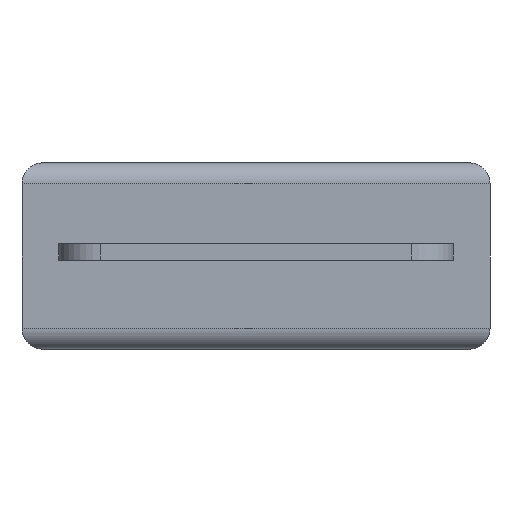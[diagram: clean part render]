
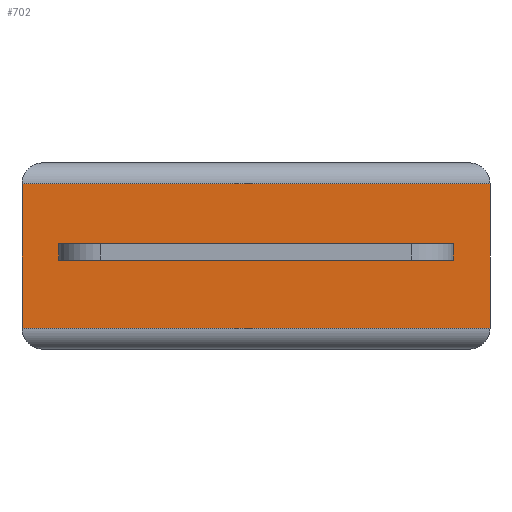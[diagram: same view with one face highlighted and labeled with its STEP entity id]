
A CAD part, left-side view. The second image highlights one B-rep face of the part: STEP entity #702.
In plain terms, the highlighted planar face has unit normal (-1, 0, 0).
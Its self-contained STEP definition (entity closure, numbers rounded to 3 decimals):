
#22=FACE_BOUND('',#131,.T.);
#90=FACE_OUTER_BOUND('',#130,.T.);
#130=EDGE_LOOP('',(#535,#536,#537,#538));
#131=EDGE_LOOP('',(#539,#540,#541,#542));
#160=LINE('',#1027,#232);
#164=LINE('',#1036,#236);
#167=LINE('',#1041,#239);
#172=LINE('',#1060,#244);
#185=LINE('',#1098,#257);
#186=LINE('',#1100,#258);
#187=LINE('',#1102,#259);
#188=LINE('',#1103,#260);
#232=VECTOR('',#816,0.389);
#236=VECTOR('',#822,0.389);
#239=VECTOR('',#827,9.258);
#244=VECTOR('',#844,9.258);
#257=VECTOR('',#887,3.402);
#258=VECTOR('',#888,10.988);
#259=VECTOR('',#889,3.402);
#260=VECTOR('',#890,10.988);
#304=VERTEX_POINT('',#1024);
#305=VERTEX_POINT('',#1026);
#307=VERTEX_POINT('',#1032);
#309=VERTEX_POINT('',#1035);
#327=VERTEX_POINT('',#1096);
#328=VERTEX_POINT('',#1097);
#329=VERTEX_POINT('',#1099);
#330=VERTEX_POINT('',#1101);
#368=EDGE_CURVE('',#304,#305,#160,.T.);
#372=EDGE_CURVE('',#307,#309,#164,.T.);
#375=EDGE_CURVE('',#305,#307,#167,.T.);
#385=EDGE_CURVE('',#304,#309,#172,.T.);
#403=EDGE_CURVE('',#327,#328,#185,.T.);
#404=EDGE_CURVE('',#328,#329,#186,.F.);
#405=EDGE_CURVE('',#330,#329,#187,.T.);
#406=EDGE_CURVE('',#330,#327,#188,.T.);
#535=ORIENTED_EDGE('',*,*,#403,.T.);
#536=ORIENTED_EDGE('',*,*,#404,.T.);
#537=ORIENTED_EDGE('',*,*,#405,.F.);
#538=ORIENTED_EDGE('',*,*,#406,.T.);
#539=ORIENTED_EDGE('',*,*,#375,.F.);
#540=ORIENTED_EDGE('',*,*,#368,.F.);
#541=ORIENTED_EDGE('',*,*,#385,.T.);
#542=ORIENTED_EDGE('',*,*,#372,.F.);
#675=PLANE('',#766);
#702=ADVANCED_FACE('',(#90,#22),#675,.T.);
#766=AXIS2_PLACEMENT_3D('',#1095,#885,#886);
#816=DIRECTION('',(0.,0.,1.));
#822=DIRECTION('',(0.,0.,-1.));
#827=DIRECTION('',(0.,1.,0.));
#844=DIRECTION('',(0.,1.,0.));
#885=DIRECTION('center_axis',(-1.,0.,0.));
#886=DIRECTION('ref_axis',(0.,0.,1.));
#887=DIRECTION('',(0.,0.,1.));
#888=DIRECTION('',(0.,-1.,0.));
#889=DIRECTION('',(0.,0.,1.));
#890=DIRECTION('',(0.,-1.,0.));
#1024=CARTESIAN_POINT('',(22.554,10.193,2.416));
#1026=CARTESIAN_POINT('',(22.554,10.193,2.805));
#1027=CARTESIAN_POINT('',(22.554,10.193,2.416));
#1032=CARTESIAN_POINT('',(22.554,19.451,2.805));
#1035=CARTESIAN_POINT('',(22.554,19.451,2.416));
#1036=CARTESIAN_POINT('',(22.554,19.451,2.805));
#1041=CARTESIAN_POINT('',(22.554,10.193,2.805));
#1060=CARTESIAN_POINT('',(22.554,10.193,2.416));
#1095=CARTESIAN_POINT('Origin',(22.554,20.316,0.326));
#1096=CARTESIAN_POINT('',(22.554,9.328,0.812));
#1097=CARTESIAN_POINT('',(22.554,9.328,4.214));
#1098=CARTESIAN_POINT('',(22.554,9.328,0.812));
#1099=CARTESIAN_POINT('',(22.554,20.316,4.214));
#1100=CARTESIAN_POINT('',(22.554,20.316,4.214));
#1101=CARTESIAN_POINT('',(22.554,20.316,0.812));
#1102=CARTESIAN_POINT('',(22.554,20.316,0.812));
#1103=CARTESIAN_POINT('',(22.554,20.316,0.812));
